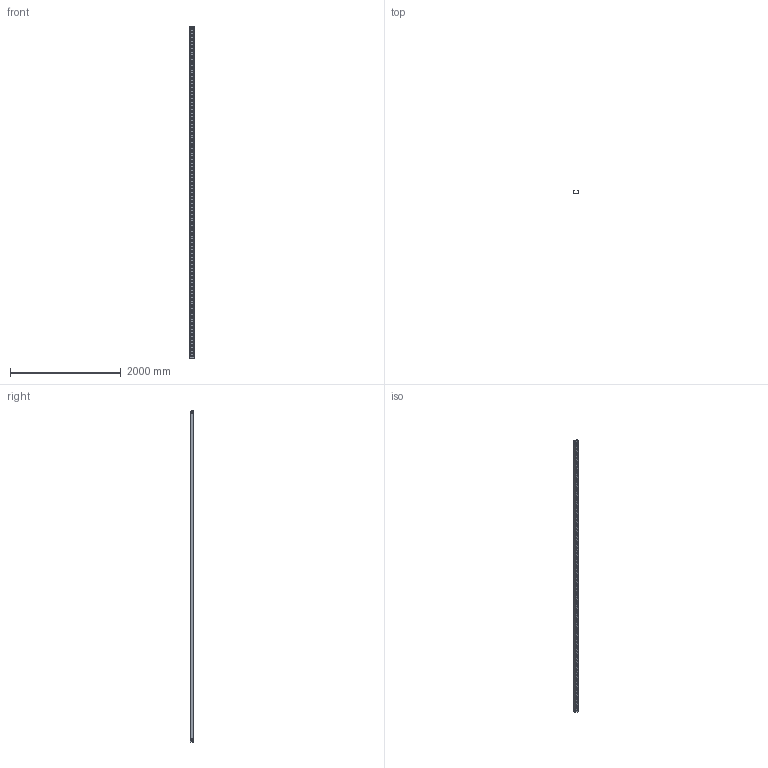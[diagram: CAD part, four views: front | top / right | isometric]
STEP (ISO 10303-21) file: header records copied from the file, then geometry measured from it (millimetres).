
FILE_DESCRIPTION((''),'2;1');
FILE_NAME('164307_PRT','2019-01-03T15:44:55',('tomasz.grudniewski'),(''),'CREO PARAMETRIC BY PTC INC, 2018400','CREO PARAMETRIC BY PTC INC, 2018400','');
FILE_SCHEMA(('CONFIG_CONTROL_DESIGN'));
Length unit declared in the file: millimetre
Products named in the file (1): 164307_PRT
Bounding box: 76.4 x 60.97 x 6000 mm (x, y, z)
Volume: 856575.6 mm3; surface area: 2462168.8 mm2
Topology: 1 solids, 1 shells, 656 faces, 1890 edges, 1236 vertices
Faces by surface type: plane 482, cylinder 170, cone 4
Entity records: 21907 total; most frequent: CARTESIAN_POINT 3853, ORIENTED_EDGE 3780, DIRECTION 3526, EDGE_CURVE 1890, VECTOR 1542, LINE 1542, VERTEX_POINT 1236, AXIS2_PLACEMENT_3D 992
